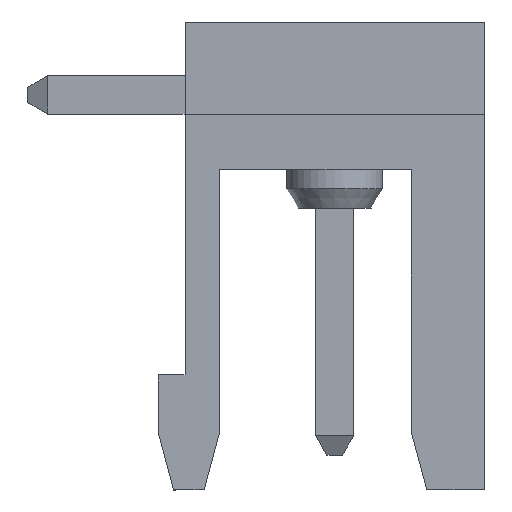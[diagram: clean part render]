
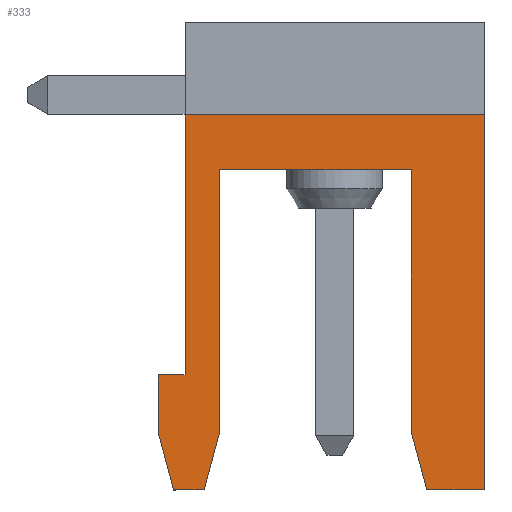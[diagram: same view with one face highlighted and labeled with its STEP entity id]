
A CAD part, front view. The second image highlights one B-rep face of the part: STEP entity #333.
In plain terms, the highlighted planar face has unit normal (0, -1, 0).
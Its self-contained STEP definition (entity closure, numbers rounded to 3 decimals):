
#333 = ADVANCED_FACE( '', ( #873 ), #874, .F. );
#873 = FACE_OUTER_BOUND( '', #1635, .T. );
#874 = PLANE( '', #1636 );
#1635 = EDGE_LOOP( '', ( #2553, #2554, #2555, #2556, #2557, #2558, #2559, #2560, #2561, #2562, #2563, #2564, #2565 ) );
#1636 = AXIS2_PLACEMENT_3D( '', #2566, #2567, #2568 );
#2553 = ORIENTED_EDGE( '', *, *, #4634, .F. );
#2554 = ORIENTED_EDGE( '', *, *, #4518, .T. );
#2555 = ORIENTED_EDGE( '', *, *, #4635, .F. );
#2556 = ORIENTED_EDGE( '', *, *, #4636, .F. );
#2557 = ORIENTED_EDGE( '', *, *, #4637, .F. );
#2558 = ORIENTED_EDGE( '', *, *, #4638, .F. );
#2559 = ORIENTED_EDGE( '', *, *, #4639, .F. );
#2560 = ORIENTED_EDGE( '', *, *, #4640, .F. );
#2561 = ORIENTED_EDGE( '', *, *, #4641, .F. );
#2562 = ORIENTED_EDGE( '', *, *, #4642, .F. );
#2563 = ORIENTED_EDGE( '', *, *, #4643, .F. );
#2564 = ORIENTED_EDGE( '', *, *, #4644, .T. );
#2565 = ORIENTED_EDGE( '', *, *, #4645, .T. );
#2566 = CARTESIAN_POINT( '', ( 359.301, 31.85, -9.8 ) );
#2567 = DIRECTION( '', ( 0., 1., 0. ) );
#2568 = DIRECTION( '', ( 1., 0., 0. ) );
#4518 = EDGE_CURVE( '', #5396, #5397, #5398, .T. );
#4634 = EDGE_CURVE( '', #5396, #5600, #5601, .T. );
#4635 = EDGE_CURVE( '', #5602, #5397, #5603, .T. );
#4636 = EDGE_CURVE( '', #5604, #5602, #5605, .T. );
#4637 = EDGE_CURVE( '', #5606, #5604, #5607, .T. );
#4638 = EDGE_CURVE( '', #5608, #5606, #5609, .T. );
#4639 = EDGE_CURVE( '', #5610, #5608, #5611, .T. );
#4640 = EDGE_CURVE( '', #5612, #5610, #5613, .T. );
#4641 = EDGE_CURVE( '', #5614, #5612, #5615, .T. );
#4642 = EDGE_CURVE( '', #5616, #5614, #5617, .T. );
#4643 = EDGE_CURVE( '', #5618, #5616, #5619, .T. );
#4644 = EDGE_CURVE( '', #5618, #5620, #5621, .T. );
#4645 = EDGE_CURVE( '', #5620, #5600, #5622, .T. );
#5396 = VERTEX_POINT( '', #6655 );
#5397 = VERTEX_POINT( '', #6656 );
#5398 = LINE( '', #6657, #6658 );
#5600 = VERTEX_POINT( '', #6954 );
#5601 = LINE( '', #6955, #6956 );
#5602 = VERTEX_POINT( '', #6957 );
#5603 = LINE( '', #6958, #6959 );
#5604 = VERTEX_POINT( '', #6960 );
#5605 = LINE( '', #6961, #6962 );
#5606 = VERTEX_POINT( '', #6963 );
#5607 = LINE( '', #6964, #6965 );
#5608 = VERTEX_POINT( '', #6966 );
#5609 = LINE( '', #6967, #6968 );
#5610 = VERTEX_POINT( '', #6969 );
#5611 = LINE( '', #6970, #6971 );
#5612 = VERTEX_POINT( '', #6972 );
#5613 = LINE( '', #6973, #6974 );
#5614 = VERTEX_POINT( '', #6975 );
#5615 = LINE( '', #6976, #6977 );
#5616 = VERTEX_POINT( '', #6978 );
#5617 = LINE( '', #6979, #6980 );
#5618 = VERTEX_POINT( '', #6981 );
#5619 = LINE( '', #6982, #6983 );
#5620 = VERTEX_POINT( '', #6984 );
#5621 = LINE( '', #6985, #6986 );
#5622 = LINE( '', #6987, #6988 );
#6655 = CARTESIAN_POINT( '', ( 365.901, 31.85, -1.45 ) );
#6656 = CARTESIAN_POINT( '', ( 365.901, 31.85, -8.3 ) );
#6657 = CARTESIAN_POINT( '', ( 365.901, 31.85, -9.8 ) );
#6658 = VECTOR( '', #8389, 1000. );
#6954 = CARTESIAN_POINT( '', ( 360.901, 31.85, -1.45 ) );
#6955 = CARTESIAN_POINT( '', ( 359.301, 31.85, -1.45 ) );
#6956 = VECTOR( '', #8484, 1000. );
#6957 = CARTESIAN_POINT( '', ( 366.303, 31.85, -9.8 ) );
#6958 = CARTESIAN_POINT( '', ( 365.901, 31.85, -8.3 ) );
#6959 = VECTOR( '', #8485, 1000. );
#6960 = CARTESIAN_POINT( '', ( 367.801, 31.85, -9.8 ) );
#6961 = CARTESIAN_POINT( '', ( 366.303, 31.85, -9.8 ) );
#6962 = VECTOR( '', #8486, 1000. );
#6963 = CARTESIAN_POINT( '', ( 367.801, 31.85, 0. ) );
#6964 = CARTESIAN_POINT( '', ( 367.801, 31.85, -9.8 ) );
#6965 = VECTOR( '', #8487, 1000. );
#6966 = CARTESIAN_POINT( '', ( 360., 31.85, 0. ) );
#6967 = CARTESIAN_POINT( '', ( 367.801, 31.85, 0. ) );
#6968 = VECTOR( '', #8488, 1000. );
#6969 = CARTESIAN_POINT( '', ( 360., 31.85, -6.8 ) );
#6970 = CARTESIAN_POINT( '', ( 360., 31.85, 0. ) );
#6971 = VECTOR( '', #8489, 1000. );
#6972 = CARTESIAN_POINT( '', ( 359.301, 31.85, -6.8 ) );
#6973 = CARTESIAN_POINT( '', ( 359.901, 31.85, -6.8 ) );
#6974 = VECTOR( '', #8490, 1000. );
#6975 = CARTESIAN_POINT( '', ( 359.301, 31.85, -8.307 ) );
#6976 = CARTESIAN_POINT( '', ( 359.301, 31.85, -6.8 ) );
#6977 = VECTOR( '', #8491, 1000. );
#6978 = CARTESIAN_POINT( '', ( 359.701, 31.85, -9.8 ) );
#6979 = CARTESIAN_POINT( '', ( 359.301, 31.85, -8.307 ) );
#6980 = VECTOR( '', #8492, 1000. );
#6981 = CARTESIAN_POINT( '', ( 360.501, 31.85, -9.8 ) );
#6982 = CARTESIAN_POINT( '', ( 366.303, 31.85, -9.8 ) );
#6983 = VECTOR( '', #8493, 1000. );
#6984 = CARTESIAN_POINT( '', ( 360.901, 31.85, -8.307 ) );
#6985 = CARTESIAN_POINT( '', ( 360.42, 31.85, -10.1 ) );
#6986 = VECTOR( '', #8494, 1000. );
#6987 = CARTESIAN_POINT( '', ( 360.901, 31.85, -9.8 ) );
#6988 = VECTOR( '', #8495, 1000. );
#8389 = DIRECTION( '', ( 0., 0., -1. ) );
#8484 = DIRECTION( '', ( -1., 0., 0. ) );
#8485 = DIRECTION( '', ( -0.259, 0., 0.966 ) );
#8486 = DIRECTION( '', ( -1., 0., 0. ) );
#8487 = DIRECTION( '', ( 0., 0., -1. ) );
#8488 = DIRECTION( '', ( 1., 0., 0. ) );
#8489 = DIRECTION( '', ( 0., 0., 1. ) );
#8490 = DIRECTION( '', ( 1., 0., 0. ) );
#8491 = DIRECTION( '', ( 0., 0., 1. ) );
#8492 = DIRECTION( '', ( -0.259, 0., 0.966 ) );
#8493 = DIRECTION( '', ( -1., 0., 0. ) );
#8494 = DIRECTION( '', ( 0.259, 0., 0.966 ) );
#8495 = DIRECTION( '', ( 0., 0., 1. ) );
